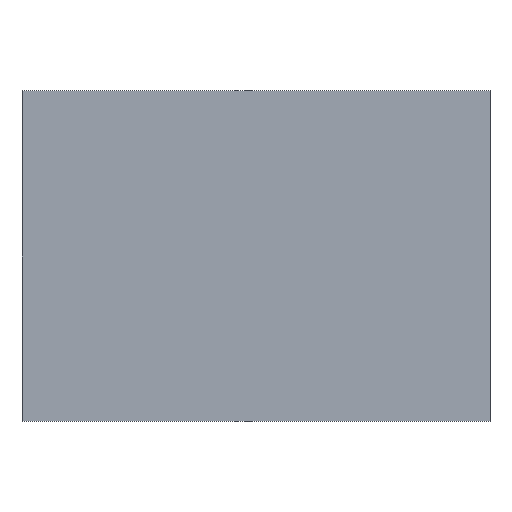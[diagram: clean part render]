
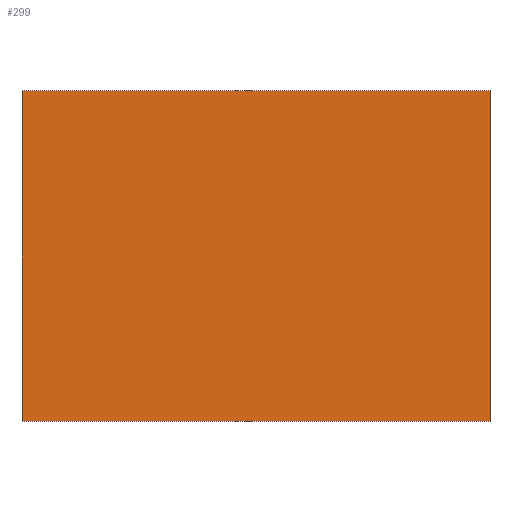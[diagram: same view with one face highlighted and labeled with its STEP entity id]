
A CAD part, top view. The second image highlights one B-rep face of the part: STEP entity #299.
In plain terms, the highlighted planar face has unit normal (0, 0, 1).
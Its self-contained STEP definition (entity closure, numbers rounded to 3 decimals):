
#53=ORIENTED_EDGE('',*,*,#111,.F.);
#54=ORIENTED_EDGE('',*,*,#120,.F.);
#55=ORIENTED_EDGE('',*,*,#117,.F.);
#56=ORIENTED_EDGE('',*,*,#114,.F.);
#111=EDGE_CURVE('',#147,#148,#171,.T.);
#114=EDGE_CURVE('',#148,#150,#174,.T.);
#117=EDGE_CURVE('',#150,#152,#177,.T.);
#120=EDGE_CURVE('',#152,#147,#180,.T.);
#147=VERTEX_POINT('',#458);
#148=VERTEX_POINT('',#460);
#150=VERTEX_POINT('',#466);
#152=VERTEX_POINT('',#472);
#171=LINE('',#459,#207);
#174=LINE('',#465,#210);
#177=LINE('',#471,#213);
#180=LINE('',#476,#216);
#207=VECTOR('',#378,1000.);
#210=VECTOR('',#383,1000.);
#213=VECTOR('',#388,1000.);
#216=VECTOR('',#393,1000.);
#245=EDGE_LOOP('',(#53,#54,#55,#56));
#263=FACE_BOUND('',#245,.T.);
#281=PLANE('',#355);
#299=ADVANCED_FACE('',(#263),#281,.F.);
#355=AXIS2_PLACEMENT_3D('',#477,#394,#395);
#378=DIRECTION('',(0.,-1.,0.));
#383=DIRECTION('',(-1.,0.,0.));
#388=DIRECTION('',(0.,1.,0.));
#393=DIRECTION('',(1.,0.,0.));
#394=DIRECTION('',(0.,0.,-1.));
#395=DIRECTION('',(-1.,0.,0.));
#458=CARTESIAN_POINT('',(148.5,105.,0.5));
#459=CARTESIAN_POINT('',(148.5,105.,0.5));
#460=CARTESIAN_POINT('',(148.5,-105.,0.5));
#465=CARTESIAN_POINT('',(148.5,-105.,0.5));
#466=CARTESIAN_POINT('',(-148.5,-105.,0.5));
#471=CARTESIAN_POINT('',(-148.5,-105.,0.5));
#472=CARTESIAN_POINT('',(-148.5,105.,0.5));
#476=CARTESIAN_POINT('',(-148.5,105.,0.5));
#477=CARTESIAN_POINT('',(148.5,-105.,0.5));
